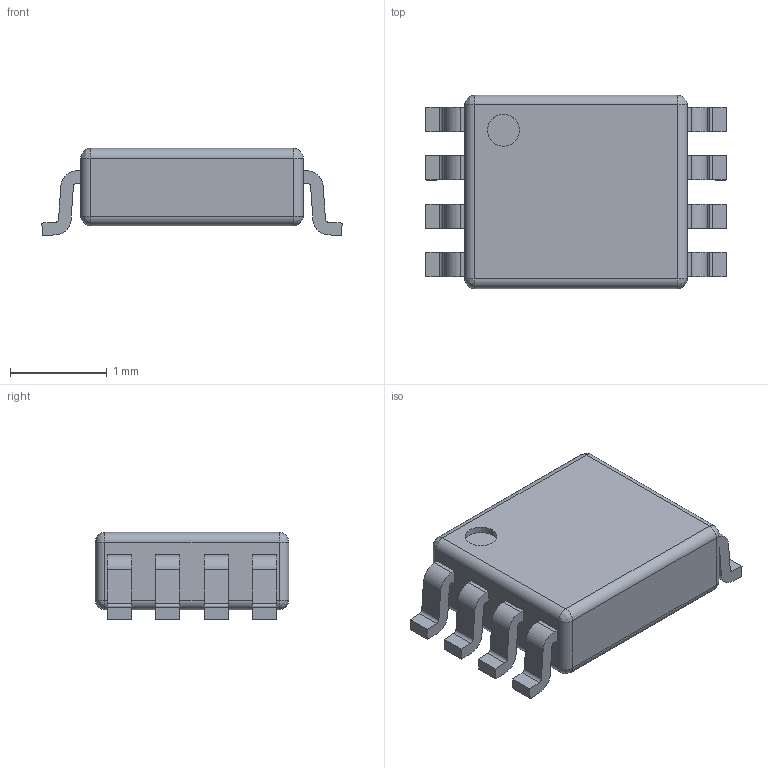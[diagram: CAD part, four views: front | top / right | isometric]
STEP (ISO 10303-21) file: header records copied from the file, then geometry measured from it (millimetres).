
FILE_DESCRIPTION (( 'STEP AP214' ), '1' );
FILE_NAME ('User Library-TI_DCU.STEP', '2016-03-13T08:46:46', ( 'Windows User' ), ( '' ), 'SwSTEP 2.0', 'SolidWorks 2016', '' );
FILE_SCHEMA (( 'AUTOMOTIVE_DESIGN' ));
Length unit declared in the file: millimetre
Products named in the file (10): User Library-TI_DCU_Imported_25; User Library-TI_DCU_Imported_24; User Library-TI_DCU_Imported_23; User Library-TI_DCU_Imported_22; User Library-TI_DCU_Imported_21; User Library-TI_DCU_Imported_20; User Library-TI_DCU_Imported_19; User Library-TI_DCU_Imported_18; User Library-TI_DCU; User Library-TI_DCU_Imported_26
Assembly tree (9 placements, depth 2):
  User Library-TI_DCU
    User Library-TI_DCU_Imported_18
    User Library-TI_DCU_Imported_19
    User Library-TI_DCU_Imported_20
    User Library-TI_DCU_Imported_21
    User Library-TI_DCU_Imported_22
    User Library-TI_DCU_Imported_23
    User Library-TI_DCU_Imported_24
    User Library-TI_DCU_Imported_25
    User Library-TI_DCU_Imported_26
Bounding box: 3.11 x 2 x 0.9 mm (x, y, z)
Volume: 3.8 mm3; surface area: 20.8 mm2
Topology: 9 solids, 9 shells, 141 faces, 350 edges, 220 vertices
Faces by surface type: plane 87, cylinder 46, bspline 8
Entity records: 6153 total; most frequent: CARTESIAN_POINT 835, DIRECTION 724, ORIENTED_EDGE 684, EDGE_CURVE 342, VECTOR 250, LINE 250, AXIS2_PLACEMENT_3D 237, VERTEX_POINT 220
